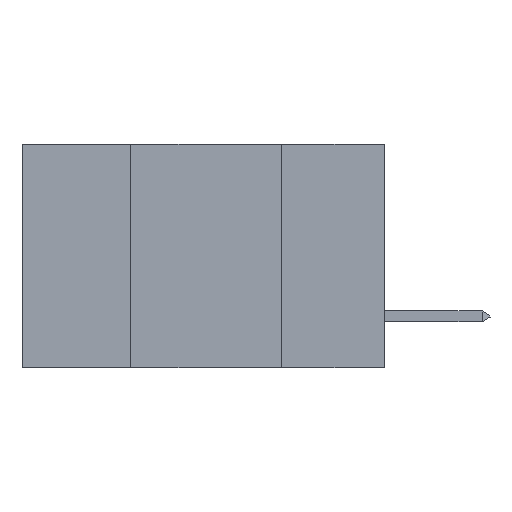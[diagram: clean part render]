
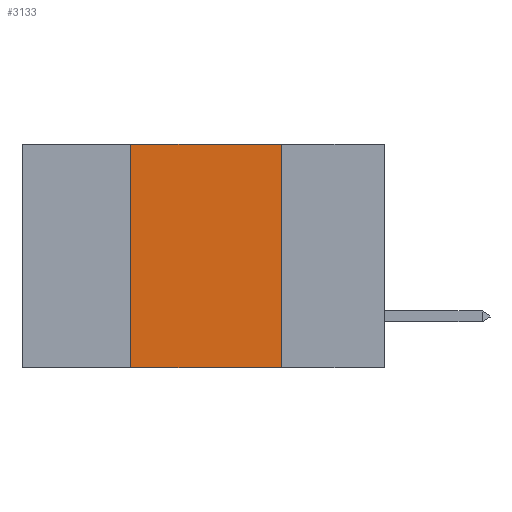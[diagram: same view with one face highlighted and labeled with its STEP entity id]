
A CAD part, left-side view. The second image highlights one B-rep face of the part: STEP entity #3133.
In plain terms, the highlighted planar face has unit normal (-1, 0, 0).
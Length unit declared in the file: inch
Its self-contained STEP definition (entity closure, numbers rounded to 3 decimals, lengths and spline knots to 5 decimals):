
#163 = EDGE_LOOP ( 'NONE', ( #10322, #17892, #15642, #14546 ) ) ;
#1058 = EDGE_CURVE ( 'NONE', #21724, #10200, #15900, .T. ) ;
#1869 = CARTESIAN_POINT ( 'NONE',  ( 0., 0.6, -0.37 ) ) ;
#1906 = LINE ( 'NONE', #1869, #4666 ) ;
#1955 = VECTOR ( 'NONE', #21755, 39.37008 ) ;
#2177 = VECTOR ( 'NONE', #17104, 39.37008 ) ;
#2316 = CARTESIAN_POINT ( 'NONE',  ( 0., 0.17, -0.37 ) ) ;
#3133 = ADVANCED_FACE ( 'NONE', ( #4815 ), #12517, .F. ) ;
#4666 = VECTOR ( 'NONE', #5427, 39.37008 ) ;
#4815 = FACE_OUTER_BOUND ( 'NONE', #163, .T. ) ;
#5427 = DIRECTION ( 'NONE',  ( 0., -1., 0. ) ) ;
#5773 = CARTESIAN_POINT ( 'NONE',  ( 0., 0.42, 0. ) ) ;
#6201 = EDGE_CURVE ( 'NONE', #10200, #20583, #14589, .T. ) ;
#7183 = DIRECTION ( 'NONE',  ( 1., 0., 0. ) ) ;
#8417 = AXIS2_PLACEMENT_3D ( 'NONE', #16156, #7183, #16007 ) ;
#8787 = CARTESIAN_POINT ( 'NONE',  ( 0., 0.42, -0.37 ) ) ;
#10200 = VERTEX_POINT ( 'NONE', #11498 ) ;
#10322 = ORIENTED_EDGE ( 'NONE', *, *, #6201, .F. ) ;
#11498 = CARTESIAN_POINT ( 'NONE',  ( 0., 0.17, 0. ) ) ;
#11552 = EDGE_CURVE ( 'NONE', #17844, #21724, #16477, .T. ) ;
#12517 = PLANE ( 'NONE',  #8417 ) ;
#14546 = ORIENTED_EDGE ( 'NONE', *, *, #22158, .T. ) ;
#14589 = LINE ( 'NONE', #22651, #21604 ) ;
#15642 = ORIENTED_EDGE ( 'NONE', *, *, #11552, .F. ) ;
#15900 = LINE ( 'NONE', #17197, #2177 ) ;
#16007 = DIRECTION ( 'NONE',  ( 0., 0., -1. ) ) ;
#16156 = CARTESIAN_POINT ( 'NONE',  ( 0., 0.6, 0. ) ) ;
#16477 = LINE ( 'NONE', #19929, #1955 ) ;
#17104 = DIRECTION ( 'NONE',  ( 0., -1., 0. ) ) ;
#17197 = CARTESIAN_POINT ( 'NONE',  ( 0., 0.6, 0. ) ) ;
#17844 = VERTEX_POINT ( 'NONE', #8787 ) ;
#17892 = ORIENTED_EDGE ( 'NONE', *, *, #1058, .F. ) ;
#19109 = DIRECTION ( 'NONE',  ( 0., 0., -1. ) ) ;
#19929 = CARTESIAN_POINT ( 'NONE',  ( 0., 0.42, 0. ) ) ;
#20583 = VERTEX_POINT ( 'NONE', #2316 ) ;
#21604 = VECTOR ( 'NONE', #19109, 39.37008 ) ;
#21724 = VERTEX_POINT ( 'NONE', #5773 ) ;
#21755 = DIRECTION ( 'NONE',  ( 0., 0., 1. ) ) ;
#22158 = EDGE_CURVE ( 'NONE', #17844, #20583, #1906, .T. ) ;
#22651 = CARTESIAN_POINT ( 'NONE',  ( 0., 0.17, 0. ) ) ;
